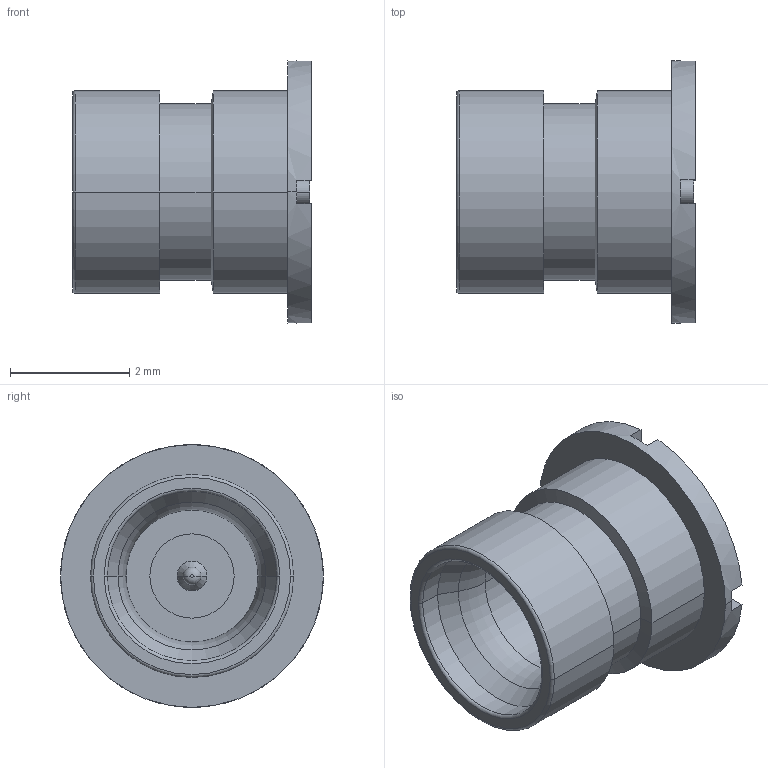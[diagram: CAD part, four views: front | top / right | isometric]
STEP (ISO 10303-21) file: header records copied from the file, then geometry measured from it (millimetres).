
FILE_DESCRIPTION (( 'STEP AP214' ), '1' );
FILE_NAME ('RS06L60000.STEP', '2025-09-08T08:17:47', ( '' ), ( '' ), 'SwSTEP 2.0', 'SolidWorks 2025', '' );
FILE_SCHEMA (( 'AUTOMOTIVE_DESIGN' ));
Length unit declared in the file: millimetre
Products named in the file (1): RS06L60000
Bounding box: 4 x 4.4 x 4.4 mm (x, y, z)
Volume: 25.6 mm3; surface area: 96 mm2
Topology: 1 solids, 1 shells, 64 faces, 140 edges, 84 vertices
Faces by surface type: cylinder 24, plane 24, torus 8, cone 8
Entity records: 1783 total; most frequent: DIRECTION 350, CARTESIAN_POINT 289, ORIENTED_EDGE 280, AXIS2_PLACEMENT_3D 145, EDGE_CURVE 140, VERTEX_POINT 84, CIRCLE 80, EDGE_LOOP 70
